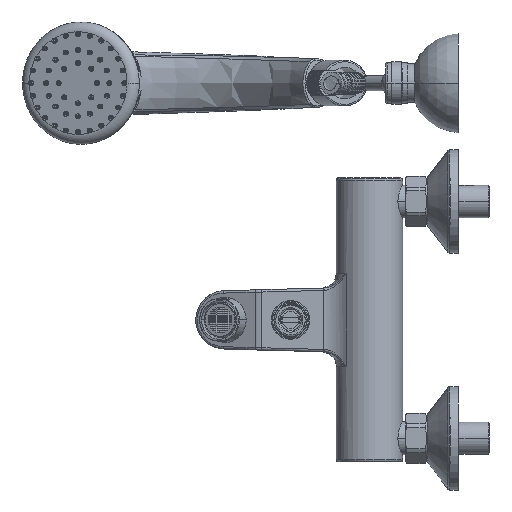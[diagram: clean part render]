
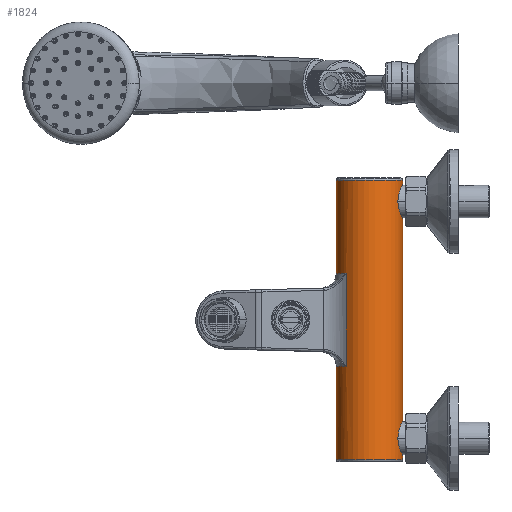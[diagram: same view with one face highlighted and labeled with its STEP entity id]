
A CAD part, front view. The second image highlights one B-rep face of the part: STEP entity #1824.
In plain terms, the highlighted cylindrical face has radius 21 mm (diameter 42 mm), a partial arc.
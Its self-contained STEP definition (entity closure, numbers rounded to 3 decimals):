
#59=CARTESIAN_POINT('',(21.,0.,-64.25));
#60=CARTESIAN_POINT('',(21.,-0.67,-64.25));
#61=CARTESIAN_POINT('',(20.937,-2.017,-64.371));
#62=CARTESIAN_POINT('',(20.63,-4.107,-64.984));
#63=CARTESIAN_POINT('',(20.139,-6.049,-66.027));
#64=CARTESIAN_POINT('',(19.568,-7.677,-67.379));
#65=CARTESIAN_POINT('',(18.982,-9.015,-69.014));
#66=CARTESIAN_POINT('',(18.454,-10.036,-70.945));
#67=CARTESIAN_POINT('',(18.111,-10.631,-73.013));
#68=CARTESIAN_POINT('',(18.039,-10.752,-74.338));
#69=CARTESIAN_POINT('',(18.039,-10.752,-75.));
#71=CARTESIAN_POINT('',(18.039,-10.752,-75.));
#72=CARTESIAN_POINT('',(18.039,-10.752,-75.664));
#73=CARTESIAN_POINT('',(18.112,-10.631,-76.994));
#74=CARTESIAN_POINT('',(18.456,-10.032,-79.066));
#75=CARTESIAN_POINT('',(18.985,-9.008,-80.997));
#76=CARTESIAN_POINT('',(19.571,-7.668,-82.63));
#77=CARTESIAN_POINT('',(20.142,-6.039,-83.98));
#78=CARTESIAN_POINT('',(20.631,-4.099,-85.02));
#79=CARTESIAN_POINT('',(20.938,-2.012,-85.629));
#80=CARTESIAN_POINT('',(21.,-0.668,-85.75));
#81=CARTESIAN_POINT('',(21.,0.,-85.75));
#83=CARTESIAN_POINT('',(-14.845,-14.854,-29.427));
#84=CARTESIAN_POINT('',(-16.481,-13.219,-29.363));
#85=CARTESIAN_POINT('',(-19.208,-9.404,-29.257));
#86=CARTESIAN_POINT('',(-20.802,-4.061,-29.195));
#87=CARTESIAN_POINT('',(-21.,-0.874,
-29.187));
#88=CARTESIAN_POINT('',(-21.,0.,
-29.187));
#90=CARTESIAN_POINT('',(-21.,0.,29.187));
#91=CARTESIAN_POINT('',(-21.,-0.874,29.187));
#92=CARTESIAN_POINT('',(-20.803,-4.061,29.195));
#93=CARTESIAN_POINT('',(-19.207,-9.404,29.257));
#94=CARTESIAN_POINT('',(-16.481,-13.219,29.363));
#95=CARTESIAN_POINT('',(-14.845,-14.854,29.427));
#97=CARTESIAN_POINT('',(21.,0.,85.75));
#98=CARTESIAN_POINT('',(21.,-0.67,85.75));
#99=CARTESIAN_POINT('',(20.937,-2.017,85.629));
#100=CARTESIAN_POINT('',(20.63,-4.107,85.016));
#101=CARTESIAN_POINT('',(20.139,-6.049,83.973));
#102=CARTESIAN_POINT('',(19.568,-7.677,82.621));
#103=CARTESIAN_POINT('',(18.982,-9.015,80.986));
#104=CARTESIAN_POINT('',(18.454,-10.036,79.055));
#105=CARTESIAN_POINT('',(18.111,-10.631,76.987));
#106=CARTESIAN_POINT('',(18.039,-10.752,75.662));
#107=CARTESIAN_POINT('',(18.039,-10.752,75.));
#109=CARTESIAN_POINT('',(18.039,-10.752,75.));
#110=CARTESIAN_POINT('',(18.039,-10.752,74.336));
#111=CARTESIAN_POINT('',(18.112,-10.631,73.006));
#112=CARTESIAN_POINT('',(18.456,-10.032,70.934));
#113=CARTESIAN_POINT('',(18.985,-9.008,69.003));
#114=CARTESIAN_POINT('',(19.571,-7.668,67.37));
#115=CARTESIAN_POINT('',(20.142,-6.039,66.02));
#116=CARTESIAN_POINT('',(20.631,-4.099,64.98));
#117=CARTESIAN_POINT('',(20.938,-2.012,64.371));
#118=CARTESIAN_POINT('',(21.,-0.668,64.25));
#119=CARTESIAN_POINT('',(21.,0.,64.25));
#121=DIRECTION('',(0.,0.,1.));
#122=VECTOR('',#121,59.313);
#123=CARTESIAN_POINT('',(-21.,0.,
29.187));
#124=LINE('',#123,#122);
#134=CARTESIAN_POINT('',(21.,0.,0.));
#148=DIRECTION('',(0.,0.,1.));
#149=VECTOR('',#148,64.25);
#150=CARTESIAN_POINT('',(21.,0.,0.));
#151=LINE('',#150,#149);
#176=DIRECTION('',(0.,0.,1.));
#177=VECTOR('',#176,2.75);
#178=CARTESIAN_POINT('',(21.,0.,85.75));
#179=LINE('',#178,#177);
#180=DIRECTION('',(0.,0.,1.));
#181=VECTOR('',#180,2.75);
#182=CARTESIAN_POINT('',(21.,0.,-88.5));
#183=LINE('',#182,#181);
#208=DIRECTION('',(0.,0.,1.));
#209=VECTOR('',#208,64.25);
#210=CARTESIAN_POINT('',(21.,0.,-64.25));
#211=LINE('',#210,#209);
#236=DIRECTION('',(0.,0.,1.));
#237=VECTOR('',#236,59.313);
#238=CARTESIAN_POINT('',(-21.,0.,-88.5));
#239=LINE('',#238,#237);
#476=CARTESIAN_POINT('',(0.,0.,-88.5));
#477=DIRECTION('',(0.,0.,-1.));
#478=DIRECTION('',(1.,0.,0.));
#479=AXIS2_PLACEMENT_3D('',#476,#477,#478);
#526=CARTESIAN_POINT('',(0.,0.,88.5));
#527=DIRECTION('',(0.,0.,1.));
#528=DIRECTION('',(-1.,0.,0.));
#529=AXIS2_PLACEMENT_3D('',#526,#527,#528);
#1093=CARTESIAN_POINT('',(-14.845,-14.854,
29.427));
#1274=CARTESIAN_POINT('',(-14.845,-14.854,
-29.427));
#1401=DIRECTION('',(0.,0.,1.));
#1402=VECTOR('',#1401,58.854);
#1403=CARTESIAN_POINT('',(-14.845,-14.854,
-29.427));
#1404=LINE('',#1403,#1402);
#1568=VERTEX_POINT('',#1093);
#1570=VERTEX_POINT('',#1274);
#1597=CARTESIAN_POINT('',(21.,0.,85.75));
#1598=CARTESIAN_POINT('',(21.,0.,88.5));
#1599=VERTEX_POINT('',#1597);
#1600=VERTEX_POINT('',#1598);
#1601=CARTESIAN_POINT('',(21.,0.,-88.5));
#1602=CARTESIAN_POINT('',(21.,0.,-85.75));
#1603=VERTEX_POINT('',#1601);
#1604=VERTEX_POINT('',#1602);
#1605=CARTESIAN_POINT('',(-21.,0.,-88.5));
#1606=CARTESIAN_POINT('',(-21.,0.,
-29.187));
#1607=VERTEX_POINT('',#1605);
#1608=VERTEX_POINT('',#1606);
#1609=CARTESIAN_POINT('',(-21.,0.,
29.187));
#1610=CARTESIAN_POINT('',(-21.,0.,88.5));
#1611=VERTEX_POINT('',#1609);
#1612=VERTEX_POINT('',#1610);
#1613=VERTEX_POINT('',#134);
#1614=CARTESIAN_POINT('',(21.,0.,64.25));
#1615=VERTEX_POINT('',#1614);
#1616=CARTESIAN_POINT('',(21.,0.,-64.25));
#1617=VERTEX_POINT('',#1616);
#1691=VERTEX_POINT('',#107);
#1693=VERTEX_POINT('',#69);
#1787=CARTESIAN_POINT('',(0.,0.,0.));
#1788=DIRECTION('',(0.,0.,1.));
#1789=DIRECTION('',(-1.,0.,0.));
#1790=AXIS2_PLACEMENT_3D('',#1787,#1788,#1789);
#1791=CYLINDRICAL_SURFACE('',#1790,21.);
#1793=ORIENTED_EDGE('',*,*,#1792,.F.);
#1795=ORIENTED_EDGE('',*,*,#1794,.F.);
#1797=ORIENTED_EDGE('',*,*,#1796,.T.);
#1799=ORIENTED_EDGE('',*,*,#1798,.T.);
#1801=ORIENTED_EDGE('',*,*,#1800,.F.);
#1803=ORIENTED_EDGE('',*,*,#1802,.T.);
#1805=ORIENTED_EDGE('',*,*,#1804,.T.);
#1807=ORIENTED_EDGE('',*,*,#1806,.F.);
#1809=ORIENTED_EDGE('',*,*,#1808,.T.);
#1811=ORIENTED_EDGE('',*,*,#1810,.F.);
#1813=ORIENTED_EDGE('',*,*,#1812,.T.);
#1815=ORIENTED_EDGE('',*,*,#1814,.T.);
#1817=ORIENTED_EDGE('',*,*,#1816,.F.);
#1819=ORIENTED_EDGE('',*,*,#1818,.T.);
#1821=ORIENTED_EDGE('',*,*,#1820,.T.);
#1822=EDGE_LOOP('',(#1793,#1795,#1797,#1799,#1801,#1803,#1805,#1807,#1809,#1811,
#1813,#1815,#1817,#1819,#1821));
#1823=FACE_OUTER_BOUND('',#1822,.F.);
#1824=ADVANCED_FACE('',(#1823),#1791,.T.);
#70=B_SPLINE_CURVE_WITH_KNOTS('',3,(#59,#60,#61,#62,#63,#64,#65,#66,#67,#68,
#69),.UNSPECIFIED.,.F.,.F.,(4,1,1,1,1,1,1,1,4),(0.,0.125,0.25,0.375,
0.5,0.625,0.75,0.875,1.),.UNSPECIFIED.);
#82=B_SPLINE_CURVE_WITH_KNOTS('',3,(#71,#72,#73,#74,#75,#76,#77,#78,#79,#80,
#81),.UNSPECIFIED.,.F.,.F.,(4,1,1,1,1,1,1,1,4),(0.,0.125,0.25,0.375,
0.5,0.625,0.75,0.875,1.),.UNSPECIFIED.);
#89=B_SPLINE_CURVE_WITH_KNOTS('',3,(#83,#84,#85,#86,#87,#88),.UNSPECIFIED.,.F.,
.F.,(4,1,1,4),(0.,0.421,0.841,1.),.UNSPECIFIED.);
#96=B_SPLINE_CURVE_WITH_KNOTS('',3,(#90,#91,#92,#93,#94,#95),.UNSPECIFIED.,.F.,
.F.,(4,1,1,4),(0.,0.159,0.579,1.),.UNSPECIFIED.);
#108=B_SPLINE_CURVE_WITH_KNOTS('',3,(#97,#98,#99,#100,#101,#102,#103,#104,#105,
#106,#107),.UNSPECIFIED.,.F.,.F.,(4,1,1,1,1,1,1,1,4),(0.,0.125,0.25,
0.375,0.5,0.625,0.75,0.875,1.),.UNSPECIFIED.);
#120=B_SPLINE_CURVE_WITH_KNOTS('',3,(#109,#110,#111,#112,#113,#114,#115,#116,
#117,#118,#119),.UNSPECIFIED.,.F.,.F.,(4,1,1,1,1,1,1,1,4),(0.,0.125,0.25,
0.375,0.5,0.625,0.75,0.875,1.),.UNSPECIFIED.);
#480=CIRCLE('',#479,21.);
#530=CIRCLE('',#529,21.);
#1792=EDGE_CURVE('',#1613,#1615,#151,.T.);
#1794=EDGE_CURVE('',#1617,#1613,#211,.T.);
#1796=EDGE_CURVE('',#1617,#1693,#70,.T.);
#1798=EDGE_CURVE('',#1693,#1604,#82,.T.);
#1800=EDGE_CURVE('',#1603,#1604,#183,.T.);
#1802=EDGE_CURVE('',#1603,#1607,#480,.T.);
#1804=EDGE_CURVE('',#1607,#1608,#239,.T.);
#1806=EDGE_CURVE('',#1570,#1608,#89,.T.);
#1808=EDGE_CURVE('',#1570,#1568,#1404,.T.);
#1810=EDGE_CURVE('',#1611,#1568,#96,.T.);
#1812=EDGE_CURVE('',#1611,#1612,#124,.T.);
#1814=EDGE_CURVE('',#1612,#1600,#530,.T.);
#1816=EDGE_CURVE('',#1599,#1600,#179,.T.);
#1818=EDGE_CURVE('',#1599,#1691,#108,.T.);
#1820=EDGE_CURVE('',#1691,#1615,#120,.T.);
